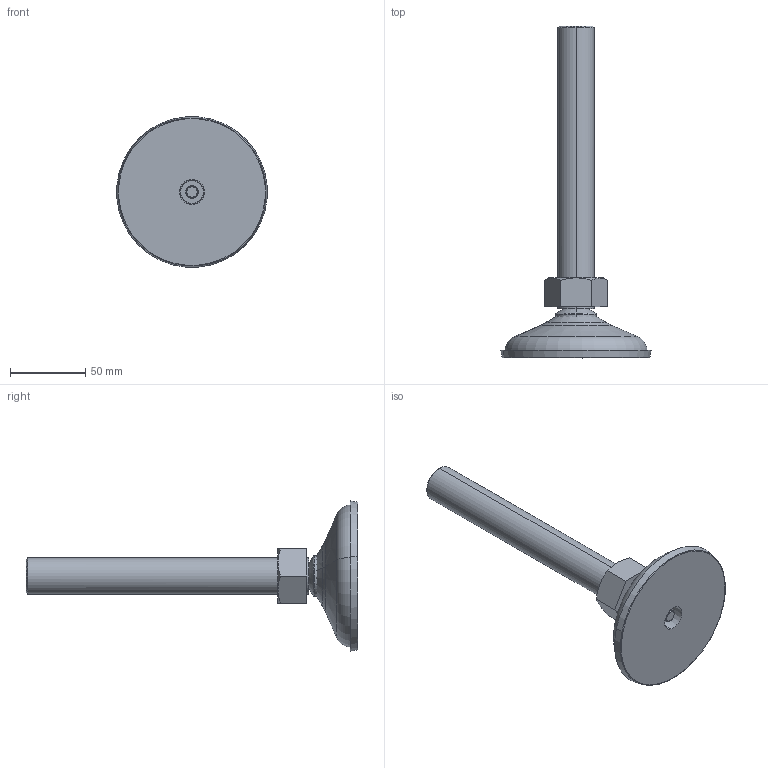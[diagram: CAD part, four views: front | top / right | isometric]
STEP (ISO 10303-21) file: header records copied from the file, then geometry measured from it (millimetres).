
FILE_DESCRIPTION (( 'STEP AP214' ), '1' );
FILE_NAME ('Rexnord-R0748 -602073.STEP', '2023-08-01T07:53:27', ( '' ), ( '' ), 'SwSTEP 2.0', 'SolidWorks 2022', '' );
FILE_SCHEMA (( 'AUTOMOTIVE_DESIGN' ));
Length unit declared in the file: millimetre
Products named in the file (8): Rexnord-R0748 -602073_38207ASS; Rexnord-R0748 -602073; Rexnord-R0748 -602073_ROSETTA_M8; Rexnord-R0748 -602073_605003GOMMA; Rexnord-R0748 -602073_M24; Rexnord-R0748 -602073_37987; Rexnord-R0748 -602073_37687; Rexnord-R0748 -602073_605003
Assembly tree (7 placements, depth 3):
  Rexnord-R0748 -602073
    Rexnord-R0748 -602073_37687
    Rexnord-R0748 -602073_37987
    Rexnord-R0748 -602073_605003
      Rexnord-R0748 -602073_38207ASS
      Rexnord-R0748 -602073_605003GOMMA
    Rexnord-R0748 -602073_ROSETTA_M8
    Rexnord-R0748 -602073_M24
Bounding box: 99.63 x 220 x 99.63 mm (x, y, z)
Volume: 247658.4 mm3; surface area: 55722.7 mm2
Topology: 6 solids, 6 shells, 103 faces, 230 edges, 144 vertices
Faces by surface type: cone 32, plane 27, bspline 20, cylinder 18, torus 6
Entity records: 4635 total; most frequent: CARTESIAN_POINT 848, DIRECTION 560, ORIENTED_EDGE 460, AXIS2_PLACEMENT_3D 248, EDGE_CURVE 230, CIRCLE 154, VERTEX_POINT 144, UNCERTAINTY_MEASURE_WITH_UNIT 123
